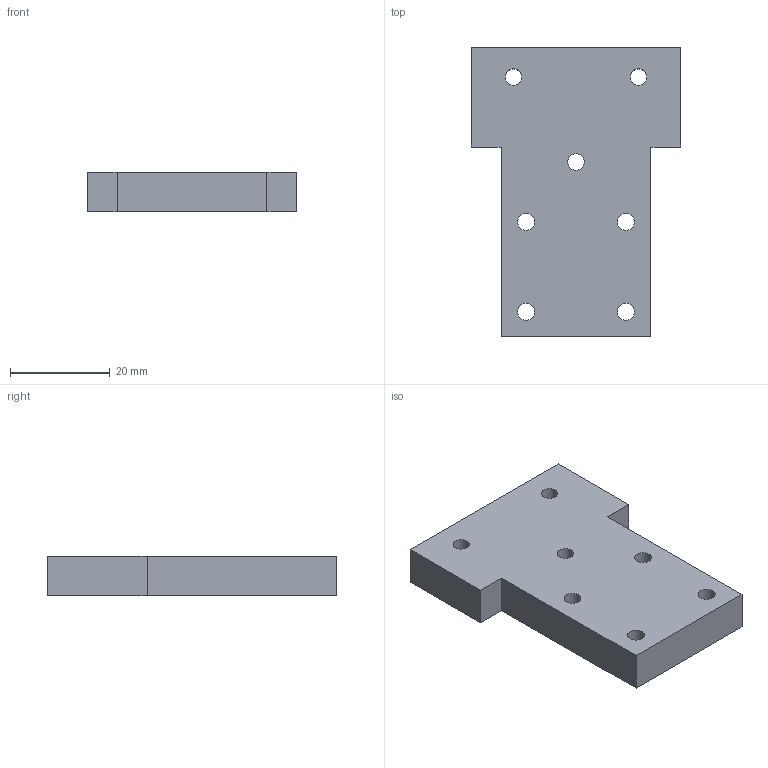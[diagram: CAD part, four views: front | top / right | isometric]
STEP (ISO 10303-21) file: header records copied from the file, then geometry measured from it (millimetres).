
FILE_DESCRIPTION(/* description */ (''),/* implementation_level */ '2;1');
FILE_NAME(/* name */ 'Klemmhalter schlitten v1.step',/* time_stamp */ '2020-01-23T18:48:21+01:00',/* author */ (''),/* organization */ (''),/* preprocessor_version */ 'ST-DEVELOPER v18',/* originating_system */ 'Autodesk Translation Framework v8.6.0.1094',/* authorisation */ '');
FILE_SCHEMA (('AUTOMOTIVE_DESIGN { 1 0 10303 214 3 1 1 }'));
Length unit declared in the file: millimetre
Products named in the file (1): Klemmhalter schlitten
Bounding box: 42 x 58 x 8 mm (x, y, z)
Volume: 15016.4 mm3; surface area: 6159.1 mm2
Topology: 1 solids, 1 shells, 25 faces, 79 edges, 60 vertices
Faces by surface type: plane 14, cylinder 11
Full cylindrical faces by diameter (mm): 3.3 x3, 3.4 x4, 6.5 x4
Entity records: 1004 total; most frequent: DIRECTION 175, CARTESIAN_POINT 165, ORIENTED_EDGE 158, EDGE_CURVE 79, AXIS2_PLACEMENT_3D 70, VERTEX_POINT 60, CIRCLE 44, EDGE_LOOP 43
